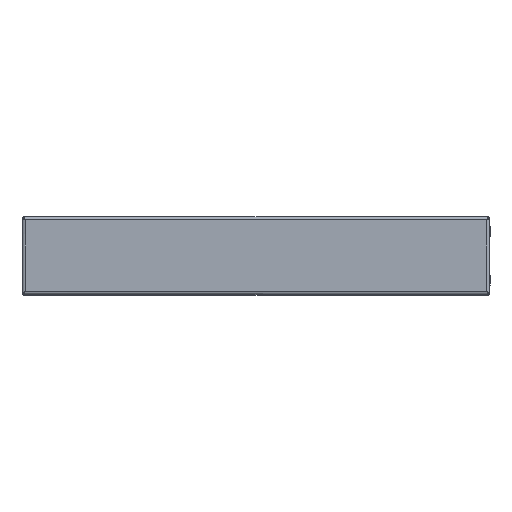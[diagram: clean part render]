
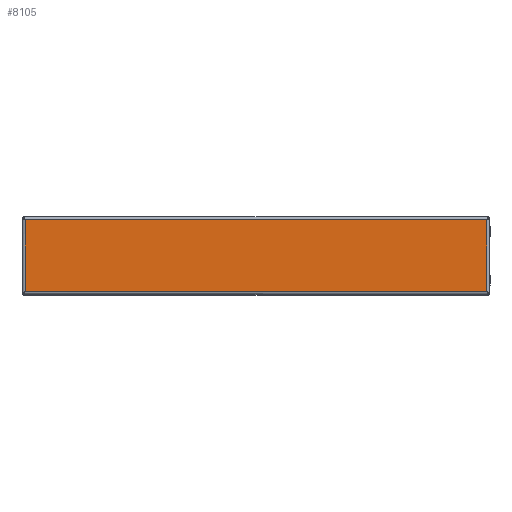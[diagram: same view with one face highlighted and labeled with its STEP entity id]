
A CAD part, top view. The second image highlights one B-rep face of the part: STEP entity #8105.
In plain terms, the highlighted face is planar.
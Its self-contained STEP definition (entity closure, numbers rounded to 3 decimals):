
#21 = CARTESIAN_POINT ( 'NONE',  ( 296., -46., -2. ) ) ;
#546 = PLANE ( 'NONE',  #961 ) ;
#570 = DIRECTION ( 'NONE',  ( -1., 0., 0. ) ) ;
#632 = CARTESIAN_POINT ( 'NONE',  ( 296., 46., -2. ) ) ;
#961 = AXIS2_PLACEMENT_3D ( 'NONE', #3511, #4167, #570 ) ;
#1066 = LINE ( 'NONE', #6640, #6364 ) ;
#1704 = CARTESIAN_POINT ( 'NONE',  ( 296., 46., -2. ) ) ;
#1731 = VECTOR ( 'NONE', #5881, 1000. ) ;
#1916 = EDGE_CURVE ( 'NONE', #2326, #9205, #6533, .T. ) ;
#2026 = EDGE_LOOP ( 'NONE', ( #6654, #2294, #6713, #2242 ) ) ;
#2242 = ORIENTED_EDGE ( 'NONE', *, *, #7666, .T. ) ;
#2294 = ORIENTED_EDGE ( 'NONE', *, *, #8798, .T. ) ;
#2326 = VERTEX_POINT ( 'NONE', #21 ) ;
#2523 = LINE ( 'NONE', #7364, #1731 ) ;
#2593 = CARTESIAN_POINT ( 'NONE',  ( -296., 46., -2. ) ) ;
#2606 = CARTESIAN_POINT ( 'NONE',  ( -296., -46., -2. ) ) ;
#2813 = DIRECTION ( 'NONE',  ( 0., -1., 0. ) ) ;
#2880 = VERTEX_POINT ( 'NONE', #1704 ) ;
#3511 = CARTESIAN_POINT ( 'NONE',  ( 300., 50., -2. ) ) ;
#4167 = DIRECTION ( 'NONE',  ( 0., 0., -1. ) ) ;
#4685 = VERTEX_POINT ( 'NONE', #2593 ) ;
#4739 = DIRECTION ( 'NONE',  ( -1., 0., 0. ) ) ;
#4843 = CARTESIAN_POINT ( 'NONE',  ( 300., -46., -2. ) ) ;
#5095 = DIRECTION ( 'NONE',  ( 1., 0., 0. ) ) ;
#5785 = FACE_OUTER_BOUND ( 'NONE', #2026, .T. ) ;
#5881 = DIRECTION ( 'NONE',  ( 0., 1., 0. ) ) ;
#5882 = LINE ( 'NONE', #632, #8026 ) ;
#6364 = VECTOR ( 'NONE', #5095, 1000. ) ;
#6533 = LINE ( 'NONE', #4843, #9119 ) ;
#6640 = CARTESIAN_POINT ( 'NONE',  ( -300., 46., -2. ) ) ;
#6654 = ORIENTED_EDGE ( 'NONE', *, *, #7293, .T. ) ;
#6713 = ORIENTED_EDGE ( 'NONE', *, *, #1916, .T. ) ;
#7293 = EDGE_CURVE ( 'NONE', #4685, #2880, #1066, .T. ) ;
#7364 = CARTESIAN_POINT ( 'NONE',  ( -296., -46., -2. ) ) ;
#7666 = EDGE_CURVE ( 'NONE', #9205, #4685, #2523, .T. ) ;
#8026 = VECTOR ( 'NONE', #2813, 1000. ) ;
#8105 = ADVANCED_FACE ( 'NONE', ( #5785 ), #546, .T. ) ;
#8798 = EDGE_CURVE ( 'NONE', #2880, #2326, #5882, .T. ) ;
#9119 = VECTOR ( 'NONE', #4739, 1000. ) ;
#9205 = VERTEX_POINT ( 'NONE', #2606 ) ;
